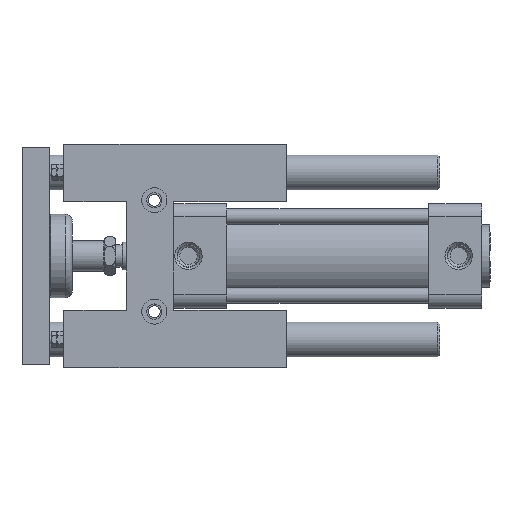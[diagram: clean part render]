
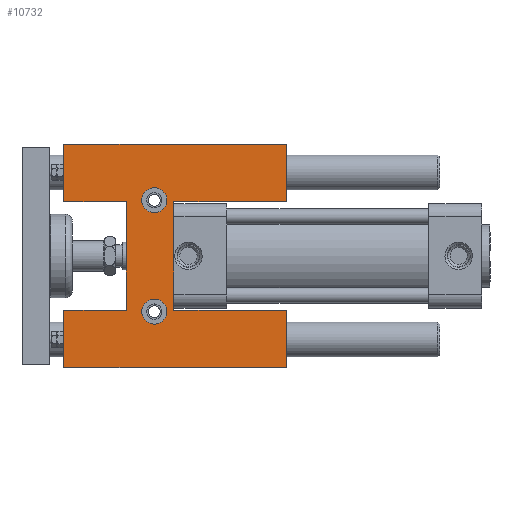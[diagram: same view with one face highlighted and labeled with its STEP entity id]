
A CAD part, top view. The second image highlights one B-rep face of the part: STEP entity #10732.
In plain terms, the highlighted planar face has unit normal (0, 0, 1).
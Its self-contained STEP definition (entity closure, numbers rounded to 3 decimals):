
#9300=CARTESIAN_POINT('',(75.,39.,39.));
#9301=VERTEX_POINT('Vertex342',#9300);
#9302=CARTESIAN_POINT('',(30.,39.,39.));
#9303=VERTEX_POINT('Vertex341',#9302);
#9304=CARTESIAN_POINT('',(52.5,39.,39.));
#9305=DIRECTION('',(-1.,0.,0.));
#9306=VECTOR('',#9305,1.);
#9307=LINE('nurbsCrv472',#9304,#9306);
#9308=EDGE_CURVE('Edge472',#9301,#9303,#9307,.T.);
#9720=CARTESIAN_POINT('',(30.,80.,39.));
#9721=VERTEX_POINT('Vertex355',#9720);
#9722=CARTESIAN_POINT('',(190.,80.,39.));
#9723=VERTEX_POINT('Vertex354',#9722);
#9724=CARTESIAN_POINT('',(110.,80.,39.));
#9725=DIRECTION('',(1.,0.,0.));
#9726=VECTOR('',#9725,1.);
#9727=LINE('nurbsCrv499',#9724,#9726);
#9728=EDGE_CURVE('Edge499',#9721,#9723,#9727,.T.);
#9776=CARTESIAN_POINT('',(190.,39.,39.));
#9777=VERTEX_POINT('Vertex359',#9776);
#9778=CARTESIAN_POINT('',(109.,39.,39.));
#9779=VERTEX_POINT('Vertex358',#9778);
#9780=CARTESIAN_POINT('',(149.5,39.,39.));
#9781=DIRECTION('',(-1.,0.,0.));
#9782=VECTOR('',#9781,1.);
#9783=LINE('nurbsCrv503',#9780,#9782);
#9784=EDGE_CURVE('Edge503',#9777,#9779,#9783,.T.);
#9833=CARTESIAN_POINT('',(109.,-39.,39.));
#9834=VERTEX_POINT('Vertex362',#9833);
#9835=CARTESIAN_POINT('',(109.,0.,39.));
#9836=DIRECTION('',(0.,-1.,0.));
#9837=VECTOR('',#9836,1.);
#9838=LINE('nurbsCrv508',#9835,#9837);
#9839=EDGE_CURVE('Edge508',#9779,#9834,#9838,.T.);
#9874=CARTESIAN_POINT('',(75.,-39.,39.));
#9875=VERTEX_POINT('Vertex364',#9874);
#9876=CARTESIAN_POINT('',(75.,0.,39.));
#9877=DIRECTION('',(0.,1.,0.));
#9878=VECTOR('',#9877,1.);
#9879=LINE('nurbsCrv511',#9876,#9878);
#9880=EDGE_CURVE('Edge511',#9875,#9301,#9879,.T.);
#9912=CARTESIAN_POINT('',(86.,-40.,39.));
#9913=VERTEX_POINT('Vertex366',#9912);
#9914=CARTESIAN_POINT('',(95.,-40.,39.));
#9915=DIRECTION('',(0.,0.,-1.));
#9916=DIRECTION('',(-1.,0.,0.));
#9917=AXIS2_PLACEMENT_3D('',#9914,#9915,#9916);
#9918=CIRCLE('nurbsCrv514',#9917,9.);
#9919=EDGE_CURVE('Edge514',#9913,#9913,#9918,.T.);
#10166=CARTESIAN_POINT('',(30.,-39.,39.));
#10167=VERTEX_POINT('Vertex372',#10166);
#10168=CARTESIAN_POINT('',(52.5,-39.,39.));
#10169=DIRECTION('',(1.,0.,0.));
#10170=VECTOR('',#10169,1.);
#10171=LINE('nurbsCrv526',#10168,#10170);
#10172=EDGE_CURVE('Edge526',#10167,#9875,#10171,.T.);
#10200=CARTESIAN_POINT('',(86.,40.,39.));
#10201=VERTEX_POINT('Vertex374',#10200);
#10202=CARTESIAN_POINT('',(95.,40.,39.));
#10203=DIRECTION('',(0.,0.,-1.));
#10204=DIRECTION('',(-1.,0.,0.));
#10205=AXIS2_PLACEMENT_3D('',#10202,#10203,#10204);
#10206=CIRCLE('nurbsCrv529',#10205,9.);
#10207=EDGE_CURVE('Edge529',#10201,#10201,#10206,.T.);
#10418=CARTESIAN_POINT('',(30.,59.5,39.));
#10419=DIRECTION('',(0.,1.,0.));
#10420=VECTOR('',#10419,1.);
#10421=LINE('nurbsCrv540',#10418,#10420);
#10422=EDGE_CURVE('Edge540',#9303,#9721,#10421,.T.);
#10472=CARTESIAN_POINT('',(190.,59.5,39.));
#10473=DIRECTION('',(0.,-1.,0.));
#10474=VECTOR('',#10473,1.);
#10475=LINE('nurbsCrv542',#10472,#10474);
#10476=EDGE_CURVE('Edge542',#9723,#9777,#10475,.T.);
#10498=CARTESIAN_POINT('',(30.,-80.,39.));
#10499=VERTEX_POINT('Vertex381',#10498);
#10500=CARTESIAN_POINT('',(30.,-59.5,39.));
#10501=DIRECTION('',(0.,1.,0.));
#10502=VECTOR('',#10501,1.);
#10503=LINE('nurbsCrv545',#10500,#10502);
#10504=EDGE_CURVE('Edge545',#10499,#10167,#10503,.T.);
#10638=CARTESIAN_POINT('',(190.,-39.,39.));
#10639=VERTEX_POINT('Vertex385',#10638);
#10640=CARTESIAN_POINT('',(149.5,-39.,39.));
#10641=DIRECTION('',(1.,0.,0.));
#10642=VECTOR('',#10641,1.);
#10643=LINE('nurbsCrv551',#10640,#10642);
#10644=EDGE_CURVE('Edge551',#9834,#10639,#10643,.T.);
#10662=CARTESIAN_POINT('',(190.,-80.,39.));
#10663=VERTEX_POINT('Vertex386',#10662);
#10664=CARTESIAN_POINT('',(110.,-80.,39.));
#10665=DIRECTION('',(-1.,0.,0.));
#10666=VECTOR('',#10665,1.);
#10667=LINE('nurbsCrv553',#10664,#10666);
#10668=EDGE_CURVE('Edge553',#10663,#10499,#10667,.T.);
#10702=ORIENTED_EDGE('Edgeuse1095',*,*,#10476,.F.);
#10703=ORIENTED_EDGE('Edgeuse1096',*,*,#9728,.F.);
#10704=ORIENTED_EDGE('Edgeuse1097',*,*,#10422,.F.);
#10705=ORIENTED_EDGE('Edgeuse1098',*,*,#9308,.F.);
#10706=ORIENTED_EDGE('Edgeuse1099',*,*,#9880,.F.);
#10707=ORIENTED_EDGE('Edgeuse1100',*,*,#10172,.F.);
#10708=ORIENTED_EDGE('Edgeuse1101',*,*,#10504,.F.);
#10709=ORIENTED_EDGE('Edgeuse1102',*,*,#10668,.F.);
#10710=CARTESIAN_POINT('',(190.,-59.5,39.));
#10711=DIRECTION('',(0.,-1.,0.));
#10712=VECTOR('',#10711,1.);
#10713=LINE('nurbsCrv555',#10710,#10712);
#10714=EDGE_CURVE('Edge555',#10639,#10663,#10713,.T.);
#10715=ORIENTED_EDGE('Edgeuse1103',*,*,#10714,.F.);
#10716=ORIENTED_EDGE('Edgeuse1104',*,*,#10644,.F.);
#10717=ORIENTED_EDGE('Edgeuse1105',*,*,#9839,.F.);
#10718=ORIENTED_EDGE('Edgeuse1106',*,*,#9784,.F.);
#10719=EDGE_LOOP('',(#10702,#10703,#10704,#10705,#10706,#10707,#10708,#10709,
#10715,#10716,#10717,#10718));
#10720=FACE_OUTER_BOUND('',#10719,.T.);
#10721=ORIENTED_EDGE('Edgeuse1093',*,*,#10207,.T.);
#10722=EDGE_LOOP('',(#10721));
#10723=FACE_BOUND('',#10722,.T.);
#10724=ORIENTED_EDGE('Edgeuse1094',*,*,#9919,.T.);
#10725=EDGE_LOOP('',(#10724));
#10726=FACE_BOUND('',#10725,.T.);
#10727=CARTESIAN_POINT('',(110.,0.,39.));
#10728=DIRECTION('',(0.,0.,1.));
#10729=DIRECTION('',(-1.,0.,0.));
#10730=AXIS2_PLACEMENT_3D('',#10727,#10728,#10729);
#10731=PLANE('nurbsSrf223',#10730);
#10732=ADVANCED_FACE('Face223',(#10720,#10723,#10726),#10731,.T.);
